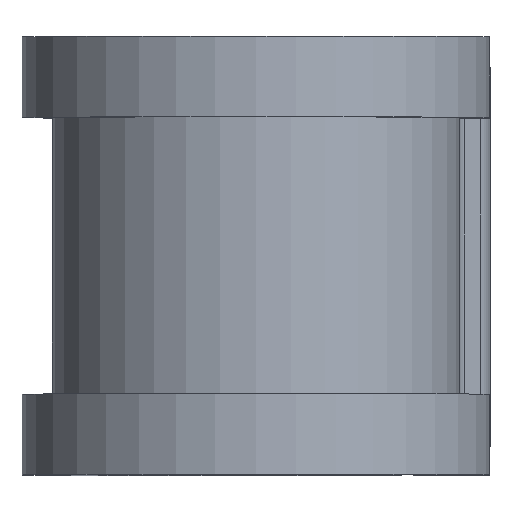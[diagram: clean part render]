
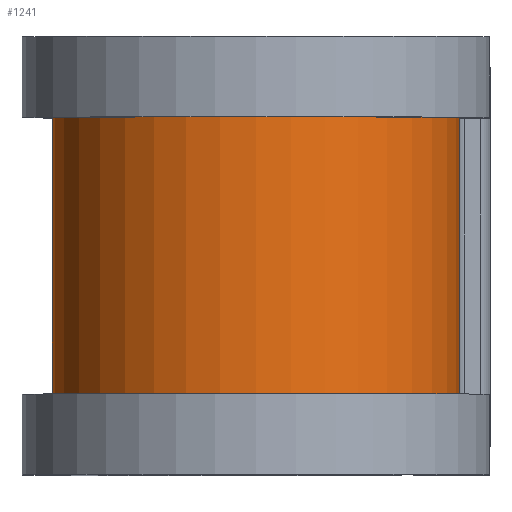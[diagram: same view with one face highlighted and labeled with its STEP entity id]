
A CAD part, top view. The second image highlights one B-rep face of the part: STEP entity #1241.
In plain terms, the highlighted cylindrical face has radius 10.274 mm (diameter 20.549 mm), a partial arc.
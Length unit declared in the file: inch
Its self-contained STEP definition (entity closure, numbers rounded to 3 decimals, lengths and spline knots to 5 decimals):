
#27 = CARTESIAN_POINT ( 'NONE',  ( 0., 0.375, 0.625 ) ) ;
#54 = LINE ( 'NONE', #238, #386 ) ;
#93 = EDGE_CURVE ( 'NONE', #1701, #1990, #2128, .T. ) ;
#165 = CYLINDRICAL_SURFACE ( 'NONE', #248, 0.4045 ) ;
#181 = DIRECTION ( 'NONE',  ( 0., -1., 0. ) ) ;
#200 = CARTESIAN_POINT ( 'NONE',  ( -0.4045, -0.275, 0.625 ) ) ;
#238 = CARTESIAN_POINT ( 'NONE',  ( -0.4045, 0.375, 0.625 ) ) ;
#248 = AXIS2_PLACEMENT_3D ( 'NONE', #27, #357, #2002 ) ;
#328 = CARTESIAN_POINT ( 'NONE',  ( 0.4045, 0.275, 0.625 ) ) ;
#335 = VERTEX_POINT ( 'NONE', #328 ) ;
#340 = ORIENTED_EDGE ( 'NONE', *, *, #463, .F. ) ;
#357 = DIRECTION ( 'NONE',  ( 0., -1., 0. ) ) ;
#386 = VECTOR ( 'NONE', #1055, 39.37008 ) ;
#441 = EDGE_LOOP ( 'NONE', ( #340, #1211, #1889, #1613 ) ) ;
#463 = EDGE_CURVE ( 'NONE', #335, #1701, #1102, .T. ) ;
#595 = AXIS2_PLACEMENT_3D ( 'NONE', #1821, #842, #2000 ) ;
#734 = EDGE_CURVE ( 'NONE', #2053, #1990, #54, .T. ) ;
#842 = DIRECTION ( 'NONE',  ( 0., -1., 0. ) ) ;
#1036 = FACE_OUTER_BOUND ( 'NONE', #441, .T. ) ;
#1055 = DIRECTION ( 'NONE',  ( 0., -1., 0. ) ) ;
#1102 = LINE ( 'NONE', #1343, #1477 ) ;
#1159 = CARTESIAN_POINT ( 'NONE',  ( 0., 0.275, 0.625 ) ) ;
#1211 = ORIENTED_EDGE ( 'NONE', *, *, #1564, .T. ) ;
#1241 = ADVANCED_FACE ( 'NONE', ( #1036 ), #165, .T. ) ;
#1325 = DIRECTION ( 'NONE',  ( 0., 0., -1. ) ) ;
#1343 = CARTESIAN_POINT ( 'NONE',  ( 0.4045, 0.375, 0.625 ) ) ;
#1357 = CARTESIAN_POINT ( 'NONE',  ( -0.4045, 0.275, 0.625 ) ) ;
#1452 = AXIS2_PLACEMENT_3D ( 'NONE', #1159, #181, #1325 ) ;
#1477 = VECTOR ( 'NONE', #1510, 39.37008 ) ;
#1510 = DIRECTION ( 'NONE',  ( 0., -1., 0. ) ) ;
#1564 = EDGE_CURVE ( 'NONE', #335, #2053, #1890, .T. ) ;
#1613 = ORIENTED_EDGE ( 'NONE', *, *, #93, .F. ) ;
#1701 = VERTEX_POINT ( 'NONE', #2087 ) ;
#1821 = CARTESIAN_POINT ( 'NONE',  ( 0., -0.275, 0.625 ) ) ;
#1889 = ORIENTED_EDGE ( 'NONE', *, *, #734, .T. ) ;
#1890 = CIRCLE ( 'NONE', #1452, 0.4045 ) ;
#1990 = VERTEX_POINT ( 'NONE', #200 ) ;
#2000 = DIRECTION ( 'NONE',  ( 0., 0., -1. ) ) ;
#2002 = DIRECTION ( 'NONE',  ( 0., 0., -1. ) ) ;
#2053 = VERTEX_POINT ( 'NONE', #1357 ) ;
#2087 = CARTESIAN_POINT ( 'NONE',  ( 0.4045, -0.275, 0.625 ) ) ;
#2128 = CIRCLE ( 'NONE', #595, 0.4045 ) ;
